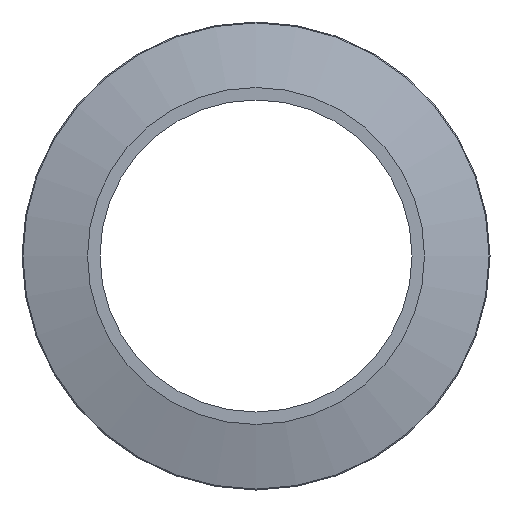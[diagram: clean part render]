
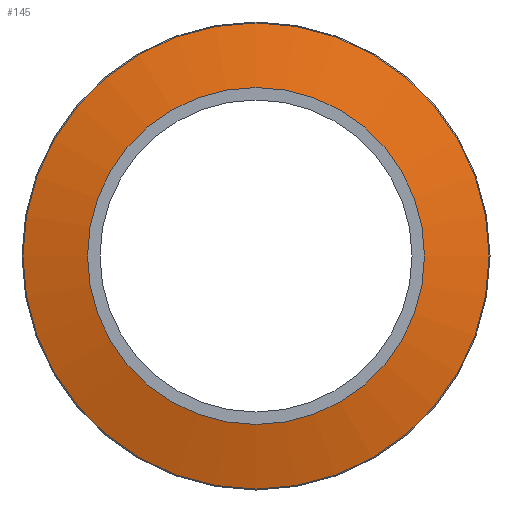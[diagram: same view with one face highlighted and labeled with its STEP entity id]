
A CAD part, left-side view. The second image highlights one B-rep face of the part: STEP entity #145.
In plain terms, the highlighted conical face has half-angle 75 degrees and reference radius 27 mm.
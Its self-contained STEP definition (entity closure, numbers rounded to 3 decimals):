
#12 = FACE_BOUND ( 'NONE', #208, .T. ) ;
#15 = DIRECTION ( 'NONE',  ( 1., 0., 0. ) ) ;
#21 = VERTEX_POINT ( 'NONE', #70 ) ;
#36 = EDGE_CURVE ( 'NONE', #21, #21, #231, .T. ) ;
#47 = EDGE_LOOP ( 'NONE', ( #182 ) ) ;
#62 = EDGE_CURVE ( 'NONE', #94, #94, #91, .T. ) ;
#70 = CARTESIAN_POINT ( 'NONE',  ( -3.04, 0., 37.352 ) ) ;
#76 = ORIENTED_EDGE ( 'NONE', *, *, #62, .F. ) ;
#91 = CIRCLE ( 'NONE', #232, 27. ) ;
#94 = VERTEX_POINT ( 'NONE', #119 ) ;
#116 = DIRECTION ( 'NONE',  ( -1., 0., 0. ) ) ;
#117 = DIRECTION ( 'NONE',  ( 0., 0., -1. ) ) ;
#118 = AXIS2_PLACEMENT_3D ( 'NONE', #186, #15, #117 ) ;
#119 = CARTESIAN_POINT ( 'NONE',  ( -5.813, 0., 27. ) ) ;
#128 = DIRECTION ( 'NONE',  ( -1., 0., 0. ) ) ;
#145 = ADVANCED_FACE ( 'NONE', ( #168, #12 ), #180, .T. ) ;
#164 = CARTESIAN_POINT ( 'NONE',  ( -3.04, 0., 0. ) ) ;
#168 = FACE_OUTER_BOUND ( 'NONE', #47, .T. ) ;
#170 = CARTESIAN_POINT ( 'NONE',  ( -5.813, 0., 0. ) ) ;
#180 = CONICAL_SURFACE ( 'NONE', #118, 27., 1.309 ) ;
#182 = ORIENTED_EDGE ( 'NONE', *, *, #36, .T. ) ;
#186 = CARTESIAN_POINT ( 'NONE',  ( -5.813, 0., 0. ) ) ;
#189 = AXIS2_PLACEMENT_3D ( 'NONE', #164, #128, #225 ) ;
#208 = EDGE_LOOP ( 'NONE', ( #76 ) ) ;
#215 = DIRECTION ( 'NONE',  ( 0., 0., 1. ) ) ;
#225 = DIRECTION ( 'NONE',  ( 0., 0., 1. ) ) ;
#231 = CIRCLE ( 'NONE', #189, 37.352 ) ;
#232 = AXIS2_PLACEMENT_3D ( 'NONE', #170, #116, #215 ) ;
